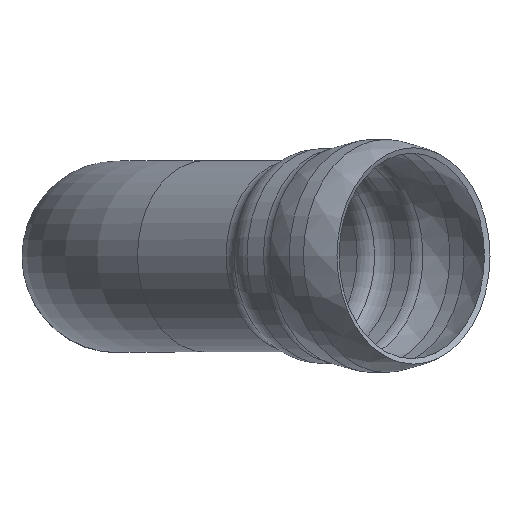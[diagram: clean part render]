
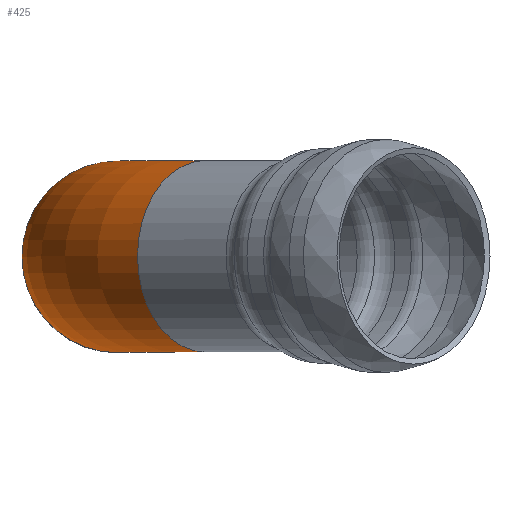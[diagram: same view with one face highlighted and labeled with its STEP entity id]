
A CAD part, top view. The second image highlights one B-rep face of the part: STEP entity #425.
In plain terms, the highlighted toroidal (fillet/blend) face has major radius 500 mm and minor radius 160 mm.
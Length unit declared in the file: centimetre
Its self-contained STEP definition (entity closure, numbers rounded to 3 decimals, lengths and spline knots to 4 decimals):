
#61=FACE_OUTER_BOUND('',#87,.T.);
#87=EDGE_LOOP('',(#282,#283,#284,#285));
#115=CIRCLE('',#458,16.);
#116=CIRCLE('',#459,34.);
#117=CIRCLE('',#460,16.);
#170=VERTEX_POINT('',#715);
#171=VERTEX_POINT('',#717);
#213=EDGE_CURVE('',#170,#170,#115,.T.);
#214=EDGE_CURVE('',#170,#171,#116,.T.);
#215=EDGE_CURVE('',#171,#171,#117,.T.);
#282=ORIENTED_EDGE('',*,*,#213,.F.);
#283=ORIENTED_EDGE('',*,*,#214,.T.);
#284=ORIENTED_EDGE('',*,*,#215,.T.);
#285=ORIENTED_EDGE('',*,*,#214,.F.);
#415=TOROIDAL_SURFACE('',#457,50.,16.);
#425=ADVANCED_FACE('',(#61),#415,.T.);
#457=AXIS2_PLACEMENT_3D('',#714,#544,#545);
#458=AXIS2_PLACEMENT_3D('',#716,#546,#547);
#459=AXIS2_PLACEMENT_3D('',#718,#548,#549);
#460=AXIS2_PLACEMENT_3D('',#719,#550,#551);
#544=DIRECTION('center_axis',(0.,-1.,0.));
#545=DIRECTION('ref_axis',(1.,0.,0.));
#546=DIRECTION('center_axis',(0.,0.,-1.));
#547=DIRECTION('ref_axis',(1.,0.,0.));
#548=DIRECTION('center_axis',(0.,1.,0.));
#549=DIRECTION('ref_axis',(1.,0.,0.));
#550=DIRECTION('center_axis',(-0.707,0.,
-0.707));
#551=DIRECTION('ref_axis',(0.707,0.,-0.707));
#714=CARTESIAN_POINT('Origin',(16.4652,-139.3,-14.3592));
#715=CARTESIAN_POINT('',(-17.5348,-139.3,-14.3592));
#716=CARTESIAN_POINT('Origin',(-33.5348,-139.3,-14.3592));
#717=CARTESIAN_POINT('',(-7.5764,-139.3,9.6824));
#718=CARTESIAN_POINT('Origin',(16.4652,-139.3,-14.3592));
#719=CARTESIAN_POINT('Origin',(-18.8901,-139.3,20.9961));
